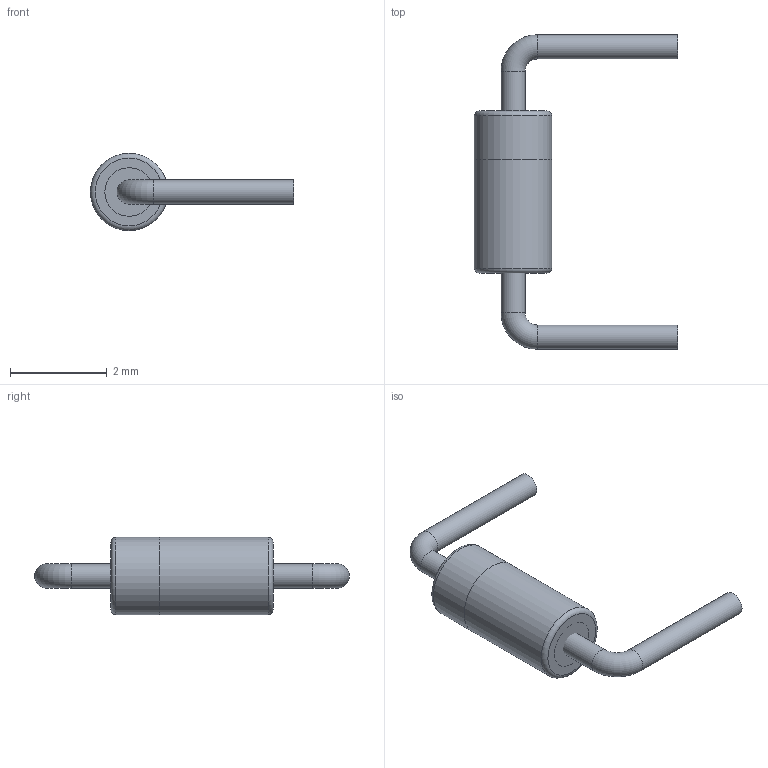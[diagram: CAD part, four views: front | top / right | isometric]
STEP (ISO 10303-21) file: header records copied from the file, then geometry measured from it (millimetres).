
FILE_DESCRIPTION(/* description */ (''),/* implementation_level */ '2;1');
FILE_NAME(/* name */ '1N4148.step',/* time_stamp */ '2020-08-29T14:40:04+09:00',/* author */ (''),/* organization */ (''),/* preprocessor_version */ 'ST-DEVELOPER v18.1',/* originating_system */ 'Autodesk Translation Framework v9.3.0.1241',/* authorisation */ '');
FILE_SCHEMA (('AUTOMOTIVE_DESIGN { 1 0 10303 214 3 1 1 }'));
Length unit declared in the file: millimetre
Products named in the file (1): 1N4148-build
Bounding box: 4.2 x 6.5 x 1.6 mm (x, y, z)
Volume: 13.8 mm3; surface area: 61.2 mm2
Topology: 4 solids, 4 shells, 19 faces, 29 edges, 18 vertices
Faces by surface type: plane 8, cylinder 5, torus 5, cone 1
Full cylindrical faces by diameter (mm): 0.5 x3, 1.6 x2
Entity records: 485 total; most frequent: DIRECTION 92, CARTESIAN_POINT 67, ORIENTED_EDGE 58, AXIS2_PLACEMENT_3D 43, EDGE_CURVE 29, CIRCLE 23, FACE_OUTER_BOUND 19, EDGE_LOOP 19
